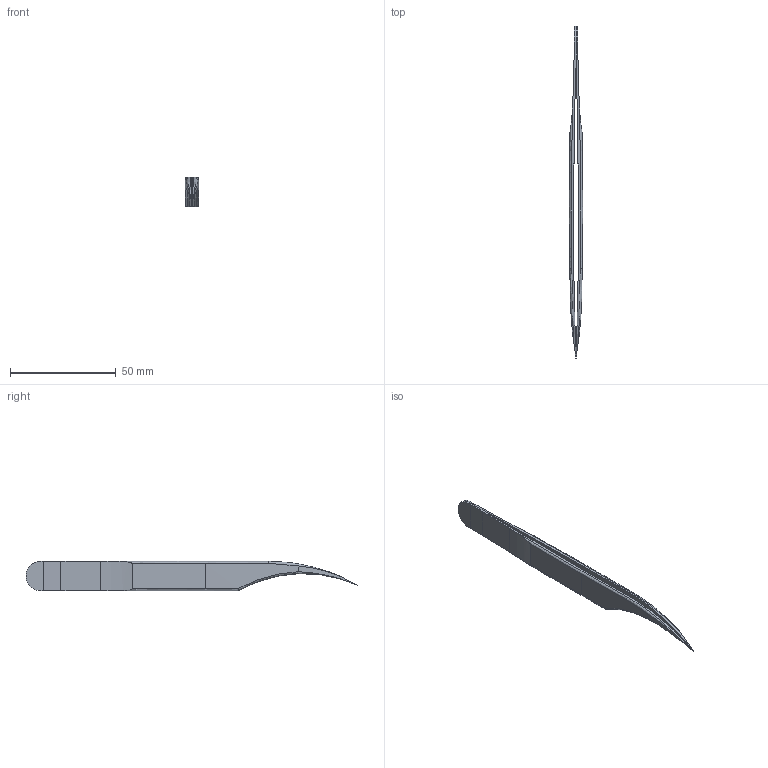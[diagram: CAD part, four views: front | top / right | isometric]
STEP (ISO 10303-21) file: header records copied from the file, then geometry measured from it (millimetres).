
FILE_DESCRIPTION(('FreeCAD Model'),'2;1');
FILE_NAME('Open CASCADE Shape Model','2025-05-04T07:11:36',('FreeCAD'),( 'FreeCAD'),'Open CASCADE STEP processor 7.6','FreeCAD','Unknown');
FILE_SCHEMA(('AUTOMOTIVE_DESIGN { 1 0 10303 214 1 1 1 1 }'));
Length unit declared in the file: millimetre
Products named in the file (1): Open CASCADE STEP translator 7.6 1
Bounding box: 6.27 x 156.75 x 13.8 mm (x, y, z)
Volume: 4893.7 mm3; surface area: 7448.3 mm2
Topology: 2 solids, 2 shells, 40 faces, 104 edges, 68 vertices
Faces by surface type: bspline 40
Entity records: 1550 total; most frequent: CARTESIAN_POINT 955, ORIENTED_EDGE 208, EDGE_CURVE 104, VERTEX_POINT 68, B_SPLINE_CURVE_WITH_KNOTS 66, ADVANCED_FACE 40, FACE_BOUND 40, EDGE_LOOP 40
